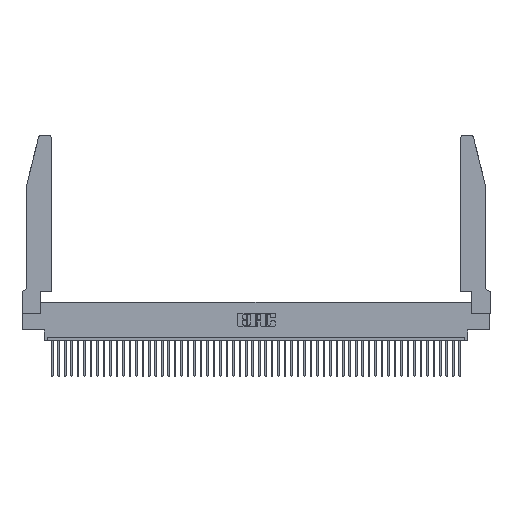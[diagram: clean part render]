
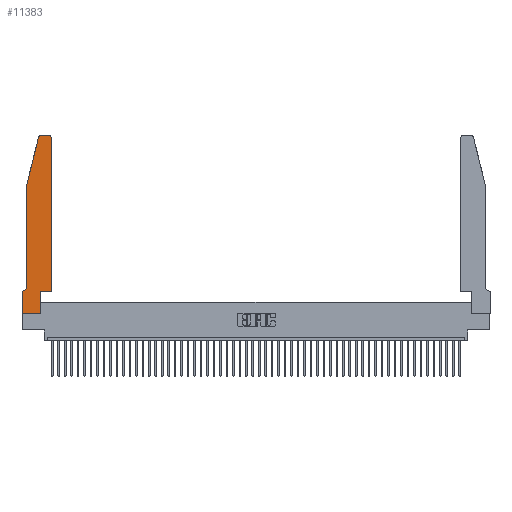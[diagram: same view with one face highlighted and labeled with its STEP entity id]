
A CAD part, top view. The second image highlights one B-rep face of the part: STEP entity #11383.
In plain terms, the highlighted planar face has unit normal (0, 0, 1).
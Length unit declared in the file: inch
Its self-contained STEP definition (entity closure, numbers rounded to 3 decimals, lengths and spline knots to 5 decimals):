
#364 = VECTOR ( 'NONE', #11997, 39.37008 ) ;
#884 = DIRECTION ( 'NONE',  ( 0., -1., 0. ) ) ;
#1567 = VECTOR ( 'NONE', #884, 39.37008 ) ;
#1686 = EDGE_CURVE ( 'NONE', #2949, #23472, #41462, .T. ) ;
#2237 = DIRECTION ( 'NONE',  ( 0., 0., 1. ) ) ;
#2949 = VERTEX_POINT ( 'NONE', #48117 ) ;
#2983 = DIRECTION ( 'NONE',  ( 0., 0., 1. ) ) ;
#3147 = DIRECTION ( 'NONE',  ( 1., 0., 0. ) ) ;
#3485 = LINE ( 'NONE', #39957, #43392 ) ;
#3497 = CARTESIAN_POINT ( 'NONE',  ( 0.4505, 0.35, 0.37 ) ) ;
#3962 = VECTOR ( 'NONE', #26083, 39.37008 ) ;
#4156 = ORIENTED_EDGE ( 'NONE', *, *, #24511, .T. ) ;
#5054 = ORIENTED_EDGE ( 'NONE', *, *, #19861, .T. ) ;
#5145 = ORIENTED_EDGE ( 'NONE', *, *, #42394, .T. ) ;
#6398 = DIRECTION ( 'NONE',  ( -1., 0., 0. ) ) ;
#7232 = ORIENTED_EDGE ( 'NONE', *, *, #41182, .T. ) ;
#7856 = VERTEX_POINT ( 'NONE', #42151 ) ;
#8237 = LINE ( 'NONE', #3497, #40915 ) ;
#8273 = AXIS2_PLACEMENT_3D ( 'NONE', #29589, #22126, #6398 ) ;
#8358 = CARTESIAN_POINT ( 'NONE',  ( 0.2865, 0., 0.37 ) ) ;
#8943 = EDGE_CURVE ( 'NONE', #19987, #24470, #38510, .T. ) ;
#9851 = ORIENTED_EDGE ( 'NONE', *, *, #9990, .T. ) ;
#9882 = DIRECTION ( 'NONE',  ( 0., 0., 1. ) ) ;
#9964 = CARTESIAN_POINT ( 'NONE',  ( 0.0755, 0.42, 0.37 ) ) ;
#9990 = EDGE_CURVE ( 'NONE', #21173, #19987, #22087, .T. ) ;
#10981 = CIRCLE ( 'NONE', #49412, 0.03 ) ;
#11383 = ADVANCED_FACE ( 'NONE', ( #41209 ), #44551, .T. ) ;
#11997 = DIRECTION ( 'NONE',  ( -0.239, -0.971, 0. ) ) ;
#12710 = CARTESIAN_POINT ( 'NONE',  ( 0.4505, 0.35, 0.37 ) ) ;
#13241 = CARTESIAN_POINT ( 'NONE',  ( 0., 0.35, 0.37 ) ) ;
#13728 = CARTESIAN_POINT ( 'NONE',  ( 0.4505, 2.72, 0.37 ) ) ;
#13729 = EDGE_CURVE ( 'NONE', #20754, #45526, #16626, .T. ) ;
#14157 = ORIENTED_EDGE ( 'NONE', *, *, #35537, .T. ) ;
#14375 = CARTESIAN_POINT ( 'NONE',  ( 0.2865, 0.35, 0.37 ) ) ;
#16009 = VERTEX_POINT ( 'NONE', #12710 ) ;
#16626 = LINE ( 'NONE', #14375, #3962 ) ;
#16644 = VECTOR ( 'NONE', #24549, 39.37008 ) ;
#17252 = CARTESIAN_POINT ( 'NONE',  ( 0., 0.35, 0.37 ) ) ;
#17666 = VERTEX_POINT ( 'NONE', #18148 ) ;
#18048 = ORIENTED_EDGE ( 'NONE', *, *, #13729, .T. ) ;
#18148 = CARTESIAN_POINT ( 'NONE',  ( 0.4205, 2.75, 0.37 ) ) ;
#18472 = ORIENTED_EDGE ( 'NONE', *, *, #8943, .T. ) ;
#18873 = DIRECTION ( 'NONE',  ( 0., -1., 0. ) ) ;
#19307 = CARTESIAN_POINT ( 'NONE',  ( 0.284, 2.75, 0.37 ) ) ;
#19367 = DIRECTION ( 'NONE',  ( 0., 1., 0. ) ) ;
#19768 = CARTESIAN_POINT ( 'NONE',  ( 0.4505, 0.35, 0.37 ) ) ;
#19829 = VECTOR ( 'NONE', #28868, 39.37008 ) ;
#19852 = CARTESIAN_POINT ( 'NONE',  ( 0.0755, 2., 0.37 ) ) ;
#19861 = EDGE_CURVE ( 'NONE', #45526, #16009, #43611, .T. ) ;
#19987 = VERTEX_POINT ( 'NONE', #46631 ) ;
#20754 = VERTEX_POINT ( 'NONE', #8358 ) ;
#21121 = CARTESIAN_POINT ( 'NONE',  ( 0.0755, 0.35, 0.37 ) ) ;
#21173 = VERTEX_POINT ( 'NONE', #9964 ) ;
#21410 = DIRECTION ( 'NONE',  ( 1., 0., 0. ) ) ;
#22087 = CIRCLE ( 'NONE', #8273, 0.07 ) ;
#22126 = DIRECTION ( 'NONE',  ( 0., 0., -1. ) ) ;
#23423 = ORIENTED_EDGE ( 'NONE', *, *, #1686, .T. ) ;
#23463 = CIRCLE ( 'NONE', #25322, 0.03 ) ;
#23472 = VERTEX_POINT ( 'NONE', #19852 ) ;
#23527 = ORIENTED_EDGE ( 'NONE', *, *, #37330, .T. ) ;
#23617 = EDGE_CURVE ( 'NONE', #7856, #20754, #3485, .T. ) ;
#23635 = DIRECTION ( 'NONE',  ( 1., 0., 0. ) ) ;
#23900 = LINE ( 'NONE', #47706, #16644 ) ;
#24265 = LINE ( 'NONE', #34113, #32768 ) ;
#24470 = VERTEX_POINT ( 'NONE', #17252 ) ;
#24511 = EDGE_CURVE ( 'NONE', #17666, #38897, #23900, .T. ) ;
#24549 = DIRECTION ( 'NONE',  ( -1., 0., 0. ) ) ;
#25275 = ORIENTED_EDGE ( 'NONE', *, *, #23617, .T. ) ;
#25322 = AXIS2_PLACEMENT_3D ( 'NONE', #40436, #2237, #28582 ) ;
#26083 = DIRECTION ( 'NONE',  ( 0., 1., 0. ) ) ;
#26112 = CARTESIAN_POINT ( 'NONE',  ( 0.4205, 2.72, 0.37 ) ) ;
#27132 = EDGE_LOOP ( 'NONE', ( #4156, #23527, #23423, #5145, #9851, #18472, #14157, #25275, #18048, #5054, #46319, #7232 ) ) ;
#28582 = DIRECTION ( 'NONE',  ( 1., 0., 0. ) ) ;
#28868 = DIRECTION ( 'NONE',  ( -1., 0., 0. ) ) ;
#29589 = CARTESIAN_POINT ( 'NONE',  ( 0.0055, 0.42, 0.37 ) ) ;
#32768 = VECTOR ( 'NONE', #18873, 39.37008 ) ;
#34113 = CARTESIAN_POINT ( 'NONE',  ( 0., 0., 0.37 ) ) ;
#35537 = EDGE_CURVE ( 'NONE', #24470, #7856, #24265, .T. ) ;
#35778 = VECTOR ( 'NONE', #23635, 39.37008 ) ;
#37330 = EDGE_CURVE ( 'NONE', #38897, #2949, #23463, .T. ) ;
#38180 = EDGE_CURVE ( 'NONE', #16009, #38544, #8237, .T. ) ;
#38510 = LINE ( 'NONE', #21121, #19829 ) ;
#38544 = VERTEX_POINT ( 'NONE', #13728 ) ;
#38897 = VERTEX_POINT ( 'NONE', #19307 ) ;
#39957 = CARTESIAN_POINT ( 'NONE',  ( 0., 0., 0.37 ) ) ;
#40436 = CARTESIAN_POINT ( 'NONE',  ( 0.284, 2.72, 0.37 ) ) ;
#40915 = VECTOR ( 'NONE', #19367, 39.37008 ) ;
#41182 = EDGE_CURVE ( 'NONE', #38544, #17666, #10981, .T. ) ;
#41209 = FACE_OUTER_BOUND ( 'NONE', #27132, .T. ) ;
#41462 = LINE ( 'NONE', #42773, #364 ) ;
#42151 = CARTESIAN_POINT ( 'NONE',  ( 0., 0., 0.37 ) ) ;
#42337 = AXIS2_PLACEMENT_3D ( 'NONE', #13241, #9882, #21410 ) ;
#42394 = EDGE_CURVE ( 'NONE', #23472, #21173, #48752, .T. ) ;
#42773 = CARTESIAN_POINT ( 'NONE',  ( 0.0755, 2., 0.37 ) ) ;
#43267 = CARTESIAN_POINT ( 'NONE',  ( 0.0755, 2., 0.37 ) ) ;
#43392 = VECTOR ( 'NONE', #44340, 39.37008 ) ;
#43611 = LINE ( 'NONE', #19768, #35778 ) ;
#44340 = DIRECTION ( 'NONE',  ( 1., 0., 0. ) ) ;
#44551 = PLANE ( 'NONE',  #42337 ) ;
#45526 = VERTEX_POINT ( 'NONE', #46067 ) ;
#46067 = CARTESIAN_POINT ( 'NONE',  ( 0.2865, 0.35, 0.37 ) ) ;
#46319 = ORIENTED_EDGE ( 'NONE', *, *, #38180, .T. ) ;
#46631 = CARTESIAN_POINT ( 'NONE',  ( 0.0055, 0.35, 0.37 ) ) ;
#47706 = CARTESIAN_POINT ( 'NONE',  ( 0.2605, 2.75, 0.37 ) ) ;
#48117 = CARTESIAN_POINT ( 'NONE',  ( 0.25487, 2.72718, 0.37 ) ) ;
#48752 = LINE ( 'NONE', #43267, #1567 ) ;
#49412 = AXIS2_PLACEMENT_3D ( 'NONE', #26112, #2983, #3147 ) ;
